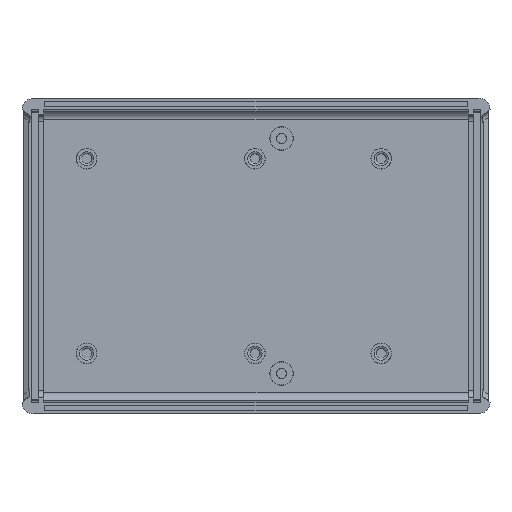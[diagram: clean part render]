
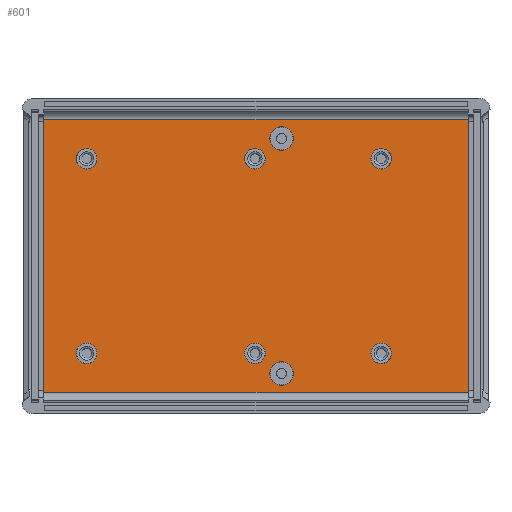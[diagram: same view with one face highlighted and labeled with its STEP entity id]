
A CAD part, top view. The second image highlights one B-rep face of the part: STEP entity #601.
In plain terms, the highlighted planar face has unit normal (0, 0, 1).
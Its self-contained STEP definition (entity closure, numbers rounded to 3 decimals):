
#355=CARTESIAN_POINT('',(-50.5,32.414,-9.6));
#356=VERTEX_POINT('',#355);
#366=CARTESIAN_POINT('',(50.5,32.414,-9.6));
#367=VERTEX_POINT('',#366);
#368=CARTESIAN_POINT('',(-50.5,32.414,-9.6));
#369=DIRECTION('',(1.0,0.0,0.0));
#370=VECTOR('',#369,101.0);
#371=LINE('',#368,#370);
#372=EDGE_CURVE('',#356,#367,#371,.T.);
#398=CARTESIAN_POINT('',(50.5,-32.414,-9.6));
#399=VERTEX_POINT('',#398);
#400=CARTESIAN_POINT('',(50.5,-32.414,-9.6));
#401=DIRECTION('',(0.0,1.0,0.0));
#402=VECTOR('',#401,64.827);
#403=LINE('',#400,#402);
#404=EDGE_CURVE('',#399,#367,#403,.T.);
#490=CARTESIAN_POINT('',(0.0,0.,-9.6));
#491=DIRECTION('',(0.0,0.0,1.0));
#492=DIRECTION('',(1.0,0.0,0.0));
#493=AXIS2_PLACEMENT_3D('',#490,#491,#492);
#494=PLANE('',#493);
#495=ORIENTED_EDGE('',*,*,#372,.F.);
#496=CARTESIAN_POINT('',(-50.5,-32.414,-9.6));
#497=VERTEX_POINT('',#496);
#498=CARTESIAN_POINT('',(-50.5,32.414,-9.6));
#499=DIRECTION('',(0.0,-1.0,0.0));
#500=VECTOR('',#499,64.827);
#501=LINE('',#498,#500);
#502=EDGE_CURVE('',#356,#497,#501,.T.);
#503=ORIENTED_EDGE('',*,*,#502,.T.);
#504=CARTESIAN_POINT('',(50.5,-32.414,-9.6));
#505=DIRECTION('',(-1.0,0.0,0.0));
#506=VECTOR('',#505,101.0);
#507=LINE('',#504,#506);
#508=EDGE_CURVE('',#399,#497,#507,.T.);
#509=ORIENTED_EDGE('',*,*,#508,.F.);
#510=ORIENTED_EDGE('',*,*,#404,.T.);
#511=EDGE_LOOP('',(#495,#503,#509,#510));
#512=FACE_OUTER_BOUND('',#511,.T.);
#513=CARTESIAN_POINT('',(-37.8,-23.125,-9.6));
#514=VERTEX_POINT('',#513);
#515=CARTESIAN_POINT('',(-40.25,-23.125,-9.6));
#516=DIRECTION('',(0.0,0.0,-1.0));
#517=DIRECTION('',(-1.0,0.0,0.0));
#518=AXIS2_PLACEMENT_3D('',#515,#516,#517);
#519=CIRCLE('',#518,2.45);
#520=EDGE_CURVE('',#514,#514,#519,.T.);
#521=ORIENTED_EDGE('',*,*,#520,.T.);
#522=EDGE_LOOP('',(#521));
#523=FACE_BOUND('',#522,.T.);
#524=CARTESIAN_POINT('',(32.2,-23.125,-9.6));
#525=VERTEX_POINT('',#524);
#526=CARTESIAN_POINT('',(29.75,-23.125,-9.6));
#527=DIRECTION('',(0.0,0.0,-1.0));
#528=DIRECTION('',(-1.0,0.0,0.0));
#529=AXIS2_PLACEMENT_3D('',#526,#527,#528);
#530=CIRCLE('',#529,2.45);
#531=EDGE_CURVE('',#525,#525,#530,.T.);
#532=ORIENTED_EDGE('',*,*,#531,.T.);
#533=EDGE_LOOP('',(#532));
#534=FACE_BOUND('',#533,.T.);
#535=CARTESIAN_POINT('',(2.2,-23.125,-9.6));
#536=VERTEX_POINT('',#535);
#537=CARTESIAN_POINT('',(-0.25,-23.125,-9.6));
#538=DIRECTION('',(0.0,0.0,-1.0));
#539=DIRECTION('',(-1.0,0.0,0.0));
#540=AXIS2_PLACEMENT_3D('',#537,#538,#539);
#541=CIRCLE('',#540,2.45);
#542=EDGE_CURVE('',#536,#536,#541,.T.);
#543=ORIENTED_EDGE('',*,*,#542,.T.);
#544=EDGE_LOOP('',(#543));
#545=FACE_BOUND('',#544,.T.);
#546=CARTESIAN_POINT('',(8.9,-27.925,-9.6));
#547=VERTEX_POINT('',#546);
#548=CARTESIAN_POINT('',(6.1,-27.925,-9.6));
#549=DIRECTION('',(0.0,0.0,-1.0));
#550=DIRECTION('',(-1.0,0.0,0.0));
#551=AXIS2_PLACEMENT_3D('',#548,#549,#550);
#552=CIRCLE('',#551,2.8);
#553=EDGE_CURVE('',#547,#547,#552,.T.);
#554=ORIENTED_EDGE('',*,*,#553,.T.);
#555=EDGE_LOOP('',(#554));
#556=FACE_BOUND('',#555,.T.);
#557=CARTESIAN_POINT('',(-37.8,23.125,-9.6));
#558=VERTEX_POINT('',#557);
#559=CARTESIAN_POINT('',(-40.25,23.125,-9.6));
#560=DIRECTION('',(0.0,0.0,-1.0));
#561=DIRECTION('',(-1.0,0.0,0.0));
#562=AXIS2_PLACEMENT_3D('',#559,#560,#561);
#563=CIRCLE('',#562,2.45);
#564=EDGE_CURVE('',#558,#558,#563,.T.);
#565=ORIENTED_EDGE('',*,*,#564,.T.);
#566=EDGE_LOOP('',(#565));
#567=FACE_BOUND('',#566,.T.);
#568=CARTESIAN_POINT('',(32.2,23.125,-9.6));
#569=VERTEX_POINT('',#568);
#570=CARTESIAN_POINT('',(29.75,23.125,-9.6));
#571=DIRECTION('',(0.0,0.0,-1.0));
#572=DIRECTION('',(-1.0,0.0,0.0));
#573=AXIS2_PLACEMENT_3D('',#570,#571,#572);
#574=CIRCLE('',#573,2.45);
#575=EDGE_CURVE('',#569,#569,#574,.T.);
#576=ORIENTED_EDGE('',*,*,#575,.T.);
#577=EDGE_LOOP('',(#576));
#578=FACE_BOUND('',#577,.T.);
#579=CARTESIAN_POINT('',(2.2,23.125,-9.6));
#580=VERTEX_POINT('',#579);
#581=CARTESIAN_POINT('',(-0.25,23.125,-9.6));
#582=DIRECTION('',(0.0,0.0,-1.0));
#583=DIRECTION('',(-1.0,0.0,0.0));
#584=AXIS2_PLACEMENT_3D('',#581,#582,#583);
#585=CIRCLE('',#584,2.45);
#586=EDGE_CURVE('',#580,#580,#585,.T.);
#587=ORIENTED_EDGE('',*,*,#586,.T.);
#588=EDGE_LOOP('',(#587));
#589=FACE_BOUND('',#588,.T.);
#590=CARTESIAN_POINT('',(8.9,27.925,-9.6));
#591=VERTEX_POINT('',#590);
#592=CARTESIAN_POINT('',(6.1,27.925,-9.6));
#593=DIRECTION('',(0.0,0.0,-1.0));
#594=DIRECTION('',(-1.0,0.0,0.0));
#595=AXIS2_PLACEMENT_3D('',#592,#593,#594);
#596=CIRCLE('',#595,2.8);
#597=EDGE_CURVE('',#591,#591,#596,.T.);
#598=ORIENTED_EDGE('',*,*,#597,.T.);
#599=EDGE_LOOP('',(#598));
#600=FACE_BOUND('',#599,.T.);
#601=ADVANCED_FACE('',(#512,#523,#534,#545,#556,#567,#578,#589,#600),#494,.T.);
